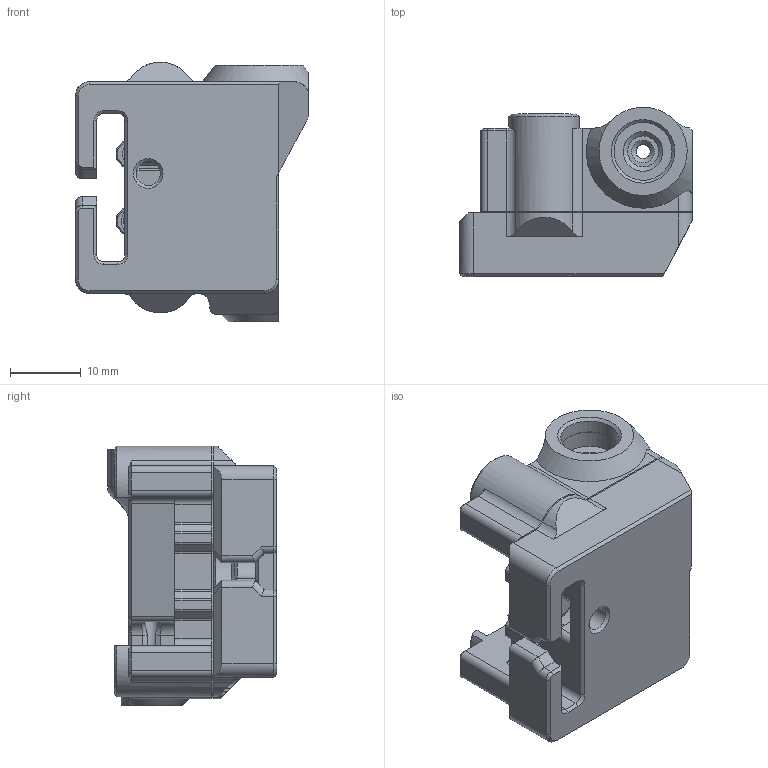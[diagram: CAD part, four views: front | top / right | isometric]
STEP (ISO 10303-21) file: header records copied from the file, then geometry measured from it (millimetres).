
FILE_DESCRIPTION(/* description */ (''),/* implementation_level */ '2;1');
FILE_NAME(/* name */ 'filament_runout_sensor_assembly.step',/* time_stamp */ '2020-09-11T13:21:31-07:00',/* author */ (''),/* organization */ (''),/* preprocessor_version */ 'ST-DEVELOPER v18.1',/* originating_system */ 'Autodesk Translation Framework v9.3.0.1241',/* authorisation */ '');
FILE_SCHEMA (('AUTOMOTIVE_DESIGN { 1 0 10303 214 3 1 1 }'));
Length unit declared in the file: millimetre
Products named in the file (1): runout_sensor
Bounding box: 33 x 23.95 x 36.75 mm (x, y, z)
Volume: 14278.7 mm3; surface area: 8507.5 mm2
Topology: 6 solids, 6 shells, 453 faces, 1091 edges, 661 vertices
Faces by surface type: plane 222, cylinder 109, cone 103, bspline 17, torus 2
Full cylindrical faces by diameter (mm): 2 x1, 3.2 x4, 3.4 x1, 4.1 x1, 4.4 x1, 4.6 x2, 7 x2, 7.8 x2, 8.2 x3, 8.5 x1
Entity records: 13899 total; most frequent: CARTESIAN_POINT 3301, DIRECTION 2224, ORIENTED_EDGE 2178, EDGE_CURVE 1089, AXIS2_PLACEMENT_3D 767, LINE 690, VECTOR 690, VERTEX_POINT 661
